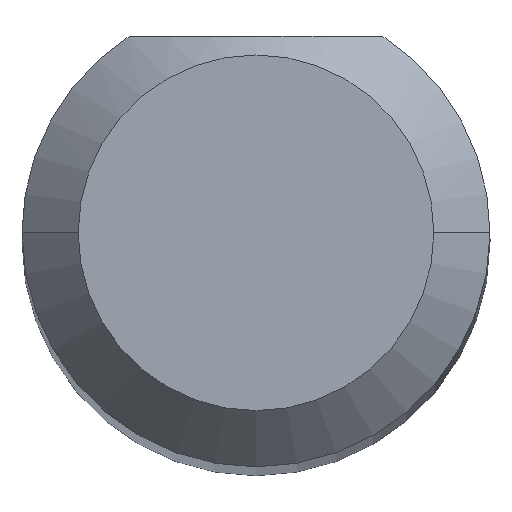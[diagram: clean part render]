
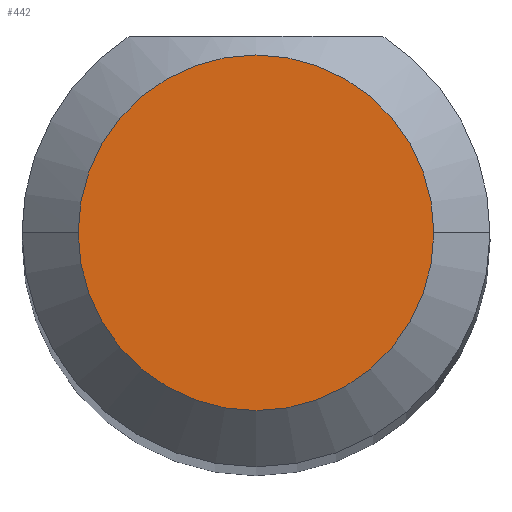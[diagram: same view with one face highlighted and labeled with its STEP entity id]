
A CAD part, top view. The second image highlights one B-rep face of the part: STEP entity #442.
In plain terms, the highlighted planar face has unit normal (0, 0, 1).
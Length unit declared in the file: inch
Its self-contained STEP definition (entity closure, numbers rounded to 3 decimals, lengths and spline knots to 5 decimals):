
#8 = DIRECTION ( 'NONE',  ( 0., 0., 1. ) ) ;
#9 = DIRECTION ( 'NONE',  ( 1., 0., 0. ) ) ;
#19 = DIRECTION ( 'NONE',  ( 1., 0., 0. ) ) ;
#58 = VERTEX_POINT ( 'NONE', #103 ) ;
#67 = ORIENTED_EDGE ( 'NONE', *, *, #88, .T. ) ;
#70 = CIRCLE ( 'NONE', #202, 0.0475 ) ;
#88 = EDGE_CURVE ( 'NONE', #143, #58, #149, .T. ) ;
#103 = CARTESIAN_POINT ( 'NONE',  ( -0.0475, 0., 1.5 ) ) ;
#143 = VERTEX_POINT ( 'NONE', #152 ) ;
#149 = CIRCLE ( 'NONE', #525, 0.0475 ) ;
#152 = CARTESIAN_POINT ( 'NONE',  ( 0.0475, 0., 1.5 ) ) ;
#202 = AXIS2_PLACEMENT_3D ( 'NONE', #266, #520, #19 ) ;
#266 = CARTESIAN_POINT ( 'NONE',  ( 0., 0., 1.5 ) ) ;
#354 = DIRECTION ( 'NONE',  ( 0., 0., 1. ) ) ;
#435 = ORIENTED_EDGE ( 'NONE', *, *, #628, .T. ) ;
#442 = ADVANCED_FACE ( 'NONE', ( #462 ), #616, .T. ) ;
#462 = FACE_OUTER_BOUND ( 'NONE', #524, .T. ) ;
#516 = CARTESIAN_POINT ( 'NONE',  ( 0., 0., 1.5 ) ) ;
#520 = DIRECTION ( 'NONE',  ( 0., 0., 1. ) ) ;
#524 = EDGE_LOOP ( 'NONE', ( #435, #67 ) ) ;
#525 = AXIS2_PLACEMENT_3D ( 'NONE', #604, #354, #9 ) ;
#603 = DIRECTION ( 'NONE',  ( 1., 0., 0. ) ) ;
#604 = CARTESIAN_POINT ( 'NONE',  ( 0., 0., 1.5 ) ) ;
#616 = PLANE ( 'NONE',  #655 ) ;
#628 = EDGE_CURVE ( 'NONE', #58, #143, #70, .T. ) ;
#655 = AXIS2_PLACEMENT_3D ( 'NONE', #516, #8, #603 ) ;
